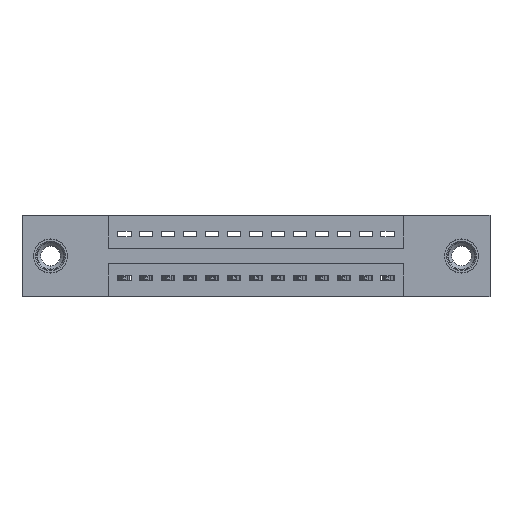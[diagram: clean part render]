
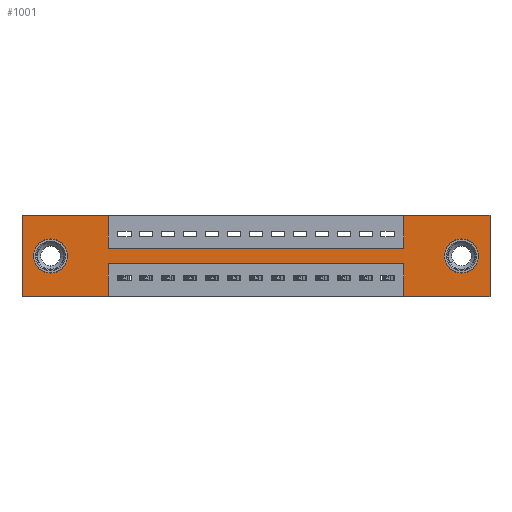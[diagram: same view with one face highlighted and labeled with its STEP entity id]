
A CAD part, front view. The second image highlights one B-rep face of the part: STEP entity #1001.
In plain terms, the highlighted planar face has unit normal (0, -1, 0).
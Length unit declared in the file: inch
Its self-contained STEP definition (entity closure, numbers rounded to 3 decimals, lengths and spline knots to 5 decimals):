
#35 = VERTEX_POINT ( 'NONE', #6523 ) ;
#51 = ORIENTED_EDGE ( 'NONE', *, *, #2383, .F. ) ;
#57 = CARTESIAN_POINT ( 'NONE',  ( 0., 0., 0. ) ) ;
#109 = VECTOR ( 'NONE', #518, 39.37008 ) ;
#216 = DIRECTION ( 'NONE',  ( 0., 0., 1. ) ) ;
#315 = DIRECTION ( 'NONE',  ( 0., 0., 1. ) ) ;
#401 = LINE ( 'NONE', #12764, #6479 ) ;
#443 = ORIENTED_EDGE ( 'NONE', *, *, #9075, .F. ) ;
#518 = DIRECTION ( 'NONE',  ( 0., 0., -1. ) ) ;
#520 = CARTESIAN_POINT ( 'NONE',  ( 2.005, 0., -0.185 ) ) ;
#647 = LINE ( 'NONE', #57, #12241 ) ;
#674 = EDGE_CURVE ( 'NONE', #1671, #6734, #8740, .T. ) ;
#754 = CARTESIAN_POINT ( 'NONE',  ( 2.005, 0., -0.263 ) ) ;
#772 = FACE_OUTER_BOUND ( 'NONE', #6389, .T. ) ;
#1001 = ADVANCED_FACE ( 'NONE', ( #4126, #4510, #772 ), #14132, .T. ) ;
#1165 = AXIS2_PLACEMENT_3D ( 'NONE', #12352, #5680, #13476 ) ;
#1205 = CARTESIAN_POINT ( 'NONE',  ( 0.3925, 0., -0.22 ) ) ;
#1548 = EDGE_CURVE ( 'NONE', #8670, #11422, #2930, .T. ) ;
#1557 = VERTEX_POINT ( 'NONE', #5649 ) ;
#1671 = VERTEX_POINT ( 'NONE', #11401 ) ;
#1813 = DIRECTION ( 'NONE',  ( 0., 0., -1. ) ) ;
#1840 = ORIENTED_EDGE ( 'NONE', *, *, #14068, .F. ) ;
#1870 = VECTOR ( 'NONE', #4736, 39.37008 ) ;
#1901 = VERTEX_POINT ( 'NONE', #14044 ) ;
#2006 = VECTOR ( 'NONE', #13078, 39.37008 ) ;
#2383 = EDGE_CURVE ( 'NONE', #11818, #8670, #14522, .T. ) ;
#2423 = VERTEX_POINT ( 'NONE', #9614 ) ;
#2630 = ORIENTED_EDGE ( 'NONE', *, *, #4663, .F. ) ;
#2656 = DIRECTION ( 'NONE',  ( 1., 0., 0. ) ) ;
#2741 = LINE ( 'NONE', #14078, #10767 ) ;
#2827 = CARTESIAN_POINT ( 'NONE',  ( 0.3925, 0., -0.37 ) ) ;
#2930 = LINE ( 'NONE', #7874, #13888 ) ;
#3014 = ORIENTED_EDGE ( 'NONE', *, *, #13615, .F. ) ;
#3101 = EDGE_CURVE ( 'NONE', #35, #9058, #11248, .T. ) ;
#3192 = CARTESIAN_POINT ( 'NONE',  ( 0.13, 0., -0.263 ) ) ;
#3233 = EDGE_CURVE ( 'NONE', #1557, #11818, #6576, .T. ) ;
#3297 = DIRECTION ( 'NONE',  ( 0., 0., 1. ) ) ;
#3355 = LINE ( 'NONE', #5897, #8725 ) ;
#3429 = ORIENTED_EDGE ( 'NONE', *, *, #3233, .F. ) ;
#3532 = CARTESIAN_POINT ( 'NONE',  ( 2.135, 0., 0. ) ) ;
#3618 = CIRCLE ( 'NONE', #3816, 0.078 ) ;
#3658 = DIRECTION ( 'NONE',  ( -1., 0., 0. ) ) ;
#3673 = VERTEX_POINT ( 'NONE', #8516 ) ;
#3768 = VERTEX_POINT ( 'NONE', #2827 ) ;
#3816 = AXIS2_PLACEMENT_3D ( 'NONE', #520, #8813, #1813 ) ;
#3822 = ORIENTED_EDGE ( 'NONE', *, *, #10913, .F. ) ;
#4126 = FACE_BOUND ( 'NONE', #8831, .T. ) ;
#4136 = AXIS2_PLACEMENT_3D ( 'NONE', #14108, #7494, #315 ) ;
#4235 = EDGE_LOOP ( 'NONE', ( #4378, #10325 ) ) ;
#4241 = LINE ( 'NONE', #7836, #6913 ) ;
#4298 = EDGE_CURVE ( 'NONE', #9058, #35, #11053, .T. ) ;
#4337 = CIRCLE ( 'NONE', #1165, 0.078 ) ;
#4378 = ORIENTED_EDGE ( 'NONE', *, *, #3101, .T. ) ;
#4510 = FACE_BOUND ( 'NONE', #4235, .T. ) ;
#4663 = EDGE_CURVE ( 'NONE', #13777, #9246, #11033, .T. ) ;
#4736 = DIRECTION ( 'NONE',  ( 0., 0., -1. ) ) ;
#4749 = CARTESIAN_POINT ( 'NONE',  ( 1.7425, 0., 0. ) ) ;
#4849 = LINE ( 'NONE', #1205, #10753 ) ;
#4907 = LINE ( 'NONE', #8680, #2006 ) ;
#5033 = DIRECTION ( 'NONE',  ( -1., 0., 0. ) ) ;
#5436 = ORIENTED_EDGE ( 'NONE', *, *, #674, .F. ) ;
#5649 = CARTESIAN_POINT ( 'NONE',  ( 0.3925, 0., 0. ) ) ;
#5680 = DIRECTION ( 'NONE',  ( 0., 1., 0. ) ) ;
#5897 = CARTESIAN_POINT ( 'NONE',  ( 0.3925, 0., -0.37 ) ) ;
#6168 = ORIENTED_EDGE ( 'NONE', *, *, #1548, .F. ) ;
#6177 = EDGE_CURVE ( 'NONE', #9246, #1671, #4907, .T. ) ;
#6389 = EDGE_LOOP ( 'NONE', ( #13631, #1840, #5436, #14290, #2630, #3014, #6168, #51, #3429, #443, #3822, #12766 ) ) ;
#6479 = VECTOR ( 'NONE', #5033, 39.37008 ) ;
#6523 = CARTESIAN_POINT ( 'NONE',  ( 0.13, 0., -0.107 ) ) ;
#6576 = LINE ( 'NONE', #14287, #109 ) ;
#6654 = EDGE_CURVE ( 'NONE', #3768, #2423, #401, .T. ) ;
#6672 = VERTEX_POINT ( 'NONE', #9538 ) ;
#6734 = VERTEX_POINT ( 'NONE', #8524 ) ;
#6913 = VECTOR ( 'NONE', #13262, 39.37008 ) ;
#7027 = DIRECTION ( 'NONE',  ( 0., 0., -1. ) ) ;
#7030 = ORIENTED_EDGE ( 'NONE', *, *, #12591, .T. ) ;
#7402 = DIRECTION ( 'NONE',  ( 0., 1., 0. ) ) ;
#7494 = DIRECTION ( 'NONE',  ( 0., 1., 0. ) ) ;
#7730 = CARTESIAN_POINT ( 'NONE',  ( 0.3925, 0., -0.15 ) ) ;
#7836 = CARTESIAN_POINT ( 'NONE',  ( 0., 0., 0. ) ) ;
#7874 = CARTESIAN_POINT ( 'NONE',  ( 1.7425, 0., 0. ) ) ;
#8399 = VECTOR ( 'NONE', #10878, 39.37008 ) ;
#8411 = CARTESIAN_POINT ( 'NONE',  ( 1.7425, 0., -0.37 ) ) ;
#8516 = CARTESIAN_POINT ( 'NONE',  ( 0., 0., 0. ) ) ;
#8524 = CARTESIAN_POINT ( 'NONE',  ( 1.7425, 0., -0.22 ) ) ;
#8670 = VERTEX_POINT ( 'NONE', #10495 ) ;
#8680 = CARTESIAN_POINT ( 'NONE',  ( 0., 0., -0.37 ) ) ;
#8725 = VECTOR ( 'NONE', #7027, 39.37008 ) ;
#8740 = LINE ( 'NONE', #8411, #8399 ) ;
#8813 = DIRECTION ( 'NONE',  ( 0., 1., 0. ) ) ;
#8831 = EDGE_LOOP ( 'NONE', ( #7030, #9981 ) ) ;
#8885 = CARTESIAN_POINT ( 'NONE',  ( 2.135, 0., 0. ) ) ;
#9058 = VERTEX_POINT ( 'NONE', #3192 ) ;
#9075 = EDGE_CURVE ( 'NONE', #3673, #1557, #4241, .T. ) ;
#9099 = VERTEX_POINT ( 'NONE', #754 ) ;
#9246 = VERTEX_POINT ( 'NONE', #14715 ) ;
#9538 = CARTESIAN_POINT ( 'NONE',  ( 0.3925, 0., -0.22 ) ) ;
#9614 = CARTESIAN_POINT ( 'NONE',  ( 0., 0., -0.37 ) ) ;
#9722 = DIRECTION ( 'NONE',  ( 1., 0., 0. ) ) ;
#9981 = ORIENTED_EDGE ( 'NONE', *, *, #11796, .T. ) ;
#10325 = ORIENTED_EDGE ( 'NONE', *, *, #4298, .T. ) ;
#10495 = CARTESIAN_POINT ( 'NONE',  ( 1.7425, 0., -0.15 ) ) ;
#10753 = VECTOR ( 'NONE', #3658, 39.37008 ) ;
#10767 = VECTOR ( 'NONE', #9722, 39.37008 ) ;
#10878 = DIRECTION ( 'NONE',  ( 0., 0., 1. ) ) ;
#10913 = EDGE_CURVE ( 'NONE', #2423, #3673, #647, .T. ) ;
#10925 = DIRECTION ( 'NONE',  ( 0., -1., 0. ) ) ;
#11033 = LINE ( 'NONE', #3532, #1870 ) ;
#11053 = CIRCLE ( 'NONE', #12297, 0.078 ) ;
#11248 = CIRCLE ( 'NONE', #4136, 0.078 ) ;
#11401 = CARTESIAN_POINT ( 'NONE',  ( 1.7425, 0., -0.37 ) ) ;
#11422 = VERTEX_POINT ( 'NONE', #4749 ) ;
#11612 = VECTOR ( 'NONE', #2656, 39.37008 ) ;
#11714 = CARTESIAN_POINT ( 'NONE',  ( 0.3925, 0., -0.15 ) ) ;
#11796 = EDGE_CURVE ( 'NONE', #9099, #1901, #3618, .T. ) ;
#11818 = VERTEX_POINT ( 'NONE', #7730 ) ;
#12241 = VECTOR ( 'NONE', #12847, 39.37008 ) ;
#12297 = AXIS2_PLACEMENT_3D ( 'NONE', #14029, #7402, #216 ) ;
#12352 = CARTESIAN_POINT ( 'NONE',  ( 2.005, 0., -0.185 ) ) ;
#12591 = EDGE_CURVE ( 'NONE', #1901, #9099, #4337, .T. ) ;
#12764 = CARTESIAN_POINT ( 'NONE',  ( 0., 0., -0.37 ) ) ;
#12766 = ORIENTED_EDGE ( 'NONE', *, *, #6654, .F. ) ;
#12847 = DIRECTION ( 'NONE',  ( 0., 0., 1. ) ) ;
#13078 = DIRECTION ( 'NONE',  ( -1., 0., 0. ) ) ;
#13262 = DIRECTION ( 'NONE',  ( 1., 0., 0. ) ) ;
#13345 = EDGE_CURVE ( 'NONE', #6672, #3768, #3355, .T. ) ;
#13381 = AXIS2_PLACEMENT_3D ( 'NONE', #13600, #10925, #14848 ) ;
#13476 = DIRECTION ( 'NONE',  ( 0., 0., -1. ) ) ;
#13600 = CARTESIAN_POINT ( 'NONE',  ( 0., 0., -0.37 ) ) ;
#13615 = EDGE_CURVE ( 'NONE', #11422, #13777, #2741, .T. ) ;
#13631 = ORIENTED_EDGE ( 'NONE', *, *, #13345, .F. ) ;
#13777 = VERTEX_POINT ( 'NONE', #8885 ) ;
#13888 = VECTOR ( 'NONE', #3297, 39.37008 ) ;
#14029 = CARTESIAN_POINT ( 'NONE',  ( 0.13, 0., -0.185 ) ) ;
#14044 = CARTESIAN_POINT ( 'NONE',  ( 2.005, 0., -0.107 ) ) ;
#14068 = EDGE_CURVE ( 'NONE', #6734, #6672, #4849, .T. ) ;
#14078 = CARTESIAN_POINT ( 'NONE',  ( 0., 0., 0. ) ) ;
#14108 = CARTESIAN_POINT ( 'NONE',  ( 0.13, 0., -0.185 ) ) ;
#14132 = PLANE ( 'NONE',  #13381 ) ;
#14287 = CARTESIAN_POINT ( 'NONE',  ( 0.3925, 0., 0. ) ) ;
#14290 = ORIENTED_EDGE ( 'NONE', *, *, #6177, .F. ) ;
#14522 = LINE ( 'NONE', #11714, #11612 ) ;
#14715 = CARTESIAN_POINT ( 'NONE',  ( 2.135, 0., -0.37 ) ) ;
#14848 = DIRECTION ( 'NONE',  ( 0., 0., -1. ) ) ;
